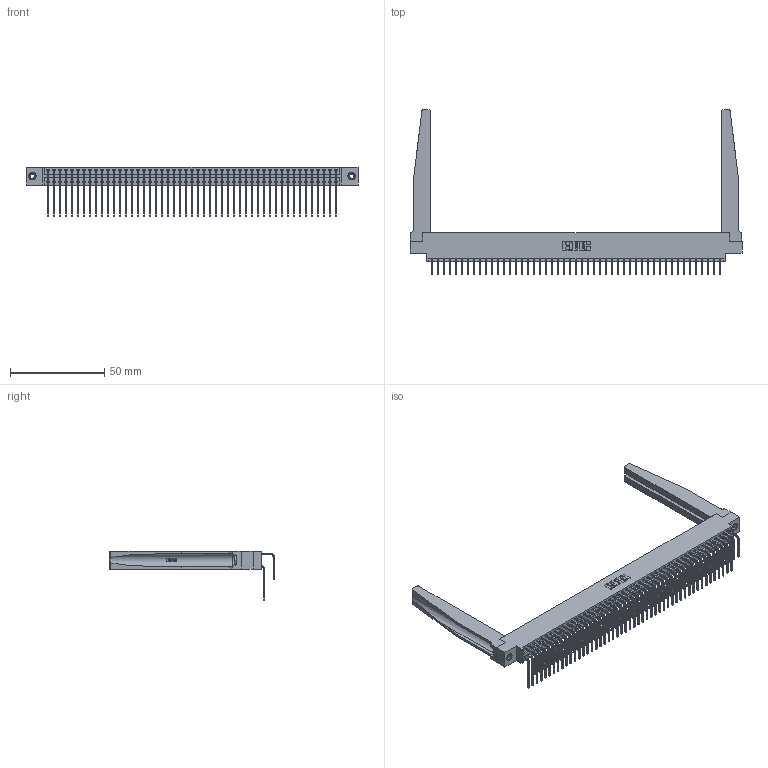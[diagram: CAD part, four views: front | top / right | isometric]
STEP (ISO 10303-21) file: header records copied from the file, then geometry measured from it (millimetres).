
FILE_DESCRIPTION (( 'STEP AP203' ), '1' );
FILE_NAME ('346-098-558-878.STEP', '2022-05-26T19:12:23', ( '' ), ( '' ), 'SwSTEP 2.0', 'SolidWorks 2020', '' );
FILE_SCHEMA (( 'CONFIG_CONTROL_DESIGN' ));
Length unit declared in the file: inch
Products named in the file (6): 345-292-001_558 Tail - 2; 346 Part_0.170 Offset - 0.156 Dia-TH; 346-098-558-878; 346-220-078_345-220-078; 345-292-001_558 559 Tail - 1; 345-250-001_345-250-001-102
Assembly tree (103 placements, depth 2):
  346-098-558-878
    346 Part_0.170 Offset - 0.156 Dia-TH
    345-292-001_558 559 Tail - 1  x49
    345-292-001_558 Tail - 2  x49
    346-220-078_345-220-078  x2
    345-250-001_345-250-001-102  x2
Bounding box: 176.15 x 87.44 x 26.16 mm (x, y, z)
Volume: 24532.6 mm3; surface area: 33798.8 mm2
Topology: 103 solids, 103 shells, 5666 faces, 16763 edges, 11034 vertices
Faces by surface type: plane 3862, cylinder 1752, bspline 36, cone 12, torus 4
Entity records: 38116 total; most frequent: CARTESIAN_POINT 7268, ORIENTED_EDGE 6038, DIRECTION 5413, EDGE_CURVE 3019, LINE 2557, VECTOR 2557, VERTEX_POINT 2004, AXIS2_PLACEMENT_3D 1428
